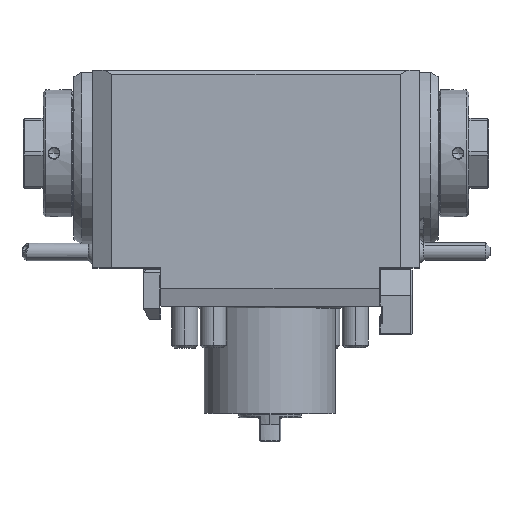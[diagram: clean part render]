
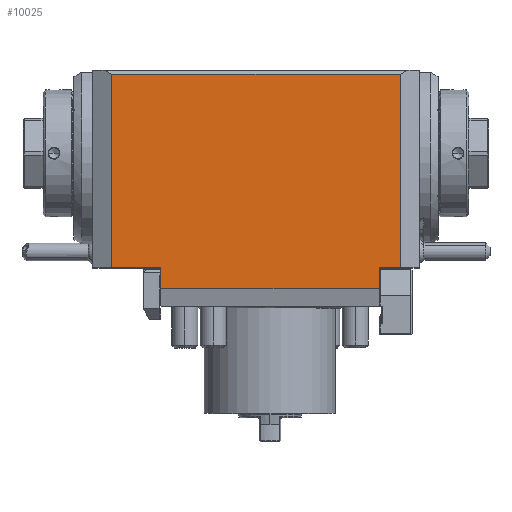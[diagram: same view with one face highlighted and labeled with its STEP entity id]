
A CAD part, top view. The second image highlights one B-rep face of the part: STEP entity #10025.
In plain terms, the highlighted planar face has unit normal (0, 0, 1).
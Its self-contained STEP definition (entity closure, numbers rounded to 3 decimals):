
#908=DIRECTION('',(0.,-1.,0.));
#909=VECTOR('',#908,88.5);
#910=CARTESIAN_POINT('',(-72.44,103.3,47.));
#911=LINE('',#910,#909);
#960=DIRECTION('',(-1.,0.,0.));
#961=VECTOR('',#960,9.64);
#962=CARTESIAN_POINT('',(59.64,14.8,47.));
#963=LINE('',#962,#961);
#1012=DIRECTION('',(0.,1.,0.));
#1013=VECTOR('',#1012,9.5);
#1014=CARTESIAN_POINT('',(50.,5.3,47.));
#1015=LINE('',#1014,#1013);
#1166=DIRECTION('',(0.,1.,0.));
#1167=VECTOR('',#1166,9.5);
#1168=CARTESIAN_POINT('',(-50.,5.3,47.));
#1169=LINE('',#1168,#1167);
#1308=DIRECTION('',(-1.,0.,0.));
#1309=VECTOR('',#1308,22.44);
#1310=CARTESIAN_POINT('',(-50.,14.8,47.));
#1311=LINE('',#1310,#1309);
#1312=DIRECTION('',(1.,0.,0.));
#1313=VECTOR('',#1312,132.079);
#1314=CARTESIAN_POINT('',(-72.44,103.3,47.));
#1315=LINE('',#1314,#1313);
#1316=DIRECTION('',(0.,-1.,0.));
#1317=VECTOR('',#1316,88.5);
#1318=CARTESIAN_POINT('',(59.64,103.3,47.));
#1319=LINE('',#1318,#1317);
#1320=DIRECTION('',(-1.,0.,0.));
#1321=VECTOR('',#1320,100.);
#1322=CARTESIAN_POINT('',(50.,5.3,47.));
#1323=LINE('',#1322,#1321);
#8302=CARTESIAN_POINT('',(59.64,14.8,47.));
#8303=VERTEX_POINT('',#8302);
#8308=CARTESIAN_POINT('',(50.,14.8,47.));
#8309=VERTEX_POINT('',#8308);
#8320=CARTESIAN_POINT('',(-72.44,14.8,47.));
#8322=VERTEX_POINT('',#8320);
#8332=CARTESIAN_POINT('',(-50.,5.3,47.));
#8333=CARTESIAN_POINT('',(-50.,14.8,47.));
#8334=VERTEX_POINT('',#8332);
#8335=VERTEX_POINT('',#8333);
#8338=CARTESIAN_POINT('',(50.,5.3,47.));
#8339=VERTEX_POINT('',#8338);
#8340=CARTESIAN_POINT('',(-72.44,103.3,47.));
#8341=CARTESIAN_POINT('',(59.64,103.3,47.));
#8342=VERTEX_POINT('',#8340);
#8343=VERTEX_POINT('',#8341);
#10009=CARTESIAN_POINT('',(68.3,-2.7,47.));
#10010=DIRECTION('',(0.,0.,1.));
#10011=DIRECTION('',(0.,1.,0.));
#10012=AXIS2_PLACEMENT_3D('',#10009,#10010,#10011);
#10013=PLANE('',#10012);
#10014=ORIENTED_EDGE('',*,*,#9465,.F.);
#10015=ORIENTED_EDGE('',*,*,#9484,.T.);
#10017=ORIENTED_EDGE('',*,*,#10016,.T.);
#10018=ORIENTED_EDGE('',*,*,#9545,.T.);
#10019=ORIENTED_EDGE('',*,*,#9580,.F.);
#10020=ORIENTED_EDGE('',*,*,#9779,.T.);
#10021=ORIENTED_EDGE('',*,*,#9806,.T.);
#10022=ORIENTED_EDGE('',*,*,#10004,.T.);
#10023=EDGE_LOOP('',(#10014,#10015,#10017,#10018,#10019,#10020,#10021,#10022));
#10024=FACE_OUTER_BOUND('',#10023,.F.);
#9465=EDGE_CURVE('',#8342,#8322,#911,.T.);
#9484=EDGE_CURVE('',#8342,#8343,#1315,.T.);
#9545=EDGE_CURVE('',#8303,#8309,#963,.T.);
#9580=EDGE_CURVE('',#8339,#8309,#1015,.T.);
#9779=EDGE_CURVE('',#8339,#8334,#1323,.T.);
#9806=EDGE_CURVE('',#8334,#8335,#1169,.T.);
#10004=EDGE_CURVE('',#8335,#8322,#1311,.T.);
#10016=EDGE_CURVE('',#8343,#8303,#1319,.T.);
#10025=ADVANCED_FACE('',(#10024),#10013,.T.);
